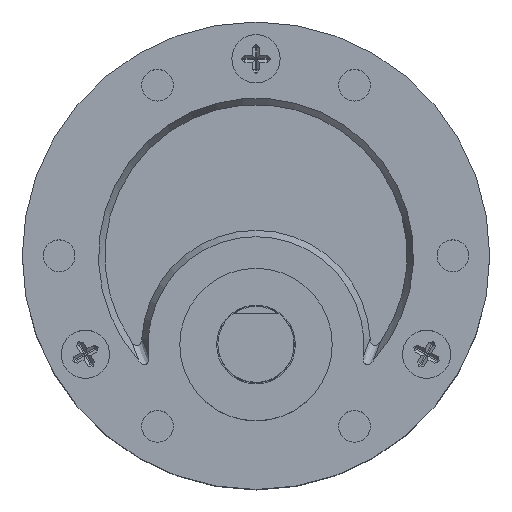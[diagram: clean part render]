
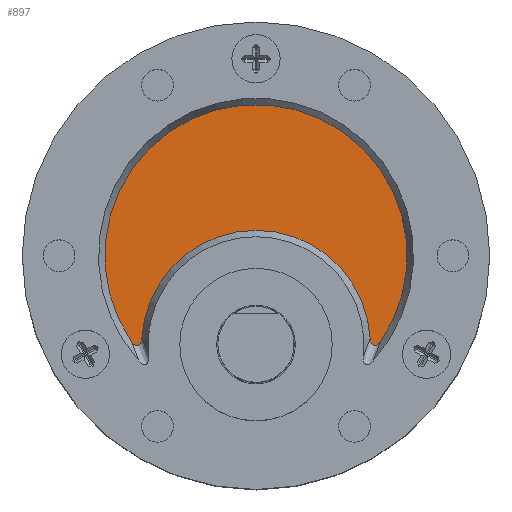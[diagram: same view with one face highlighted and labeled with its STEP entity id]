
A CAD part, top view. The second image highlights one B-rep face of the part: STEP entity #897.
In plain terms, the highlighted planar face has unit normal (0, 0, 1).
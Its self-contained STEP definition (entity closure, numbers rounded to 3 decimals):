
#644 = DIRECTION ( 'NONE',  ( 1., 0., 0. ) ) ;
#849 = B_SPLINE_CURVE_WITH_KNOTS ( 'NONE', 3,
 ( #5862, #26939, #29218, #15540, #19955, #12877, #29119, #12971, #1753, #17451, #4041, #17358, #28926, #19754 ),
 .UNSPECIFIED., .F., .F.,
 ( 4, 2, 2, 2, 2, 2, 4 ),
 ( 0., 0., 0., 0.001, 0.001, 0.001, 0.001 ),
 .UNSPECIFIED. ) ;
#897 = ADVANCED_FACE ( 'NONE', ( #14157 ), #7693, .T. ) ;
#1251 = EDGE_CURVE ( 'NONE', #12986, #23752, #8431, .T. ) ;
#1454 = CARTESIAN_POINT ( 'NONE',  ( 28.912, -6.518, 18.925 ) ) ;
#1559 = EDGE_CURVE ( 'NONE', #7515, #4002, #8057, .T. ) ;
#1753 = CARTESIAN_POINT ( 'NONE',  ( 10.747, -7.005, 18.925 ) ) ;
#3839 = CARTESIAN_POINT ( 'NONE',  ( 29.101, -7.004, 18.925 ) ) ;
#4002 = VERTEX_POINT ( 'NONE', #10346 ) ;
#4038 = CARTESIAN_POINT ( 'NONE',  ( 28.935, -6.73, 18.925 ) ) ;
#4041 = CARTESIAN_POINT ( 'NONE',  ( 10.85, -6.881, 18.925 ) ) ;
#4178 = ORIENTED_EDGE ( 'NONE', *, *, #1559, .T. ) ;
#5862 = CARTESIAN_POINT ( 'NONE',  ( 10.123, -6.748, 18.925 ) ) ;
#6159 = CARTESIAN_POINT ( 'NONE',  ( 29.666, -6.836, 18.925 ) ) ;
#6253 = CARTESIAN_POINT ( 'NONE',  ( 29.411, -7.033, 18.925 ) ) ;
#6345 = CARTESIAN_POINT ( 'NONE',  ( 29.251, -7.063, 18.925 ) ) ;
#6450 = CARTESIAN_POINT ( 'NONE',  ( 28.999, -6.878, 18.925 ) ) ;
#6711 = EDGE_LOOP ( 'NONE', ( #15240, #8153, #4178, #14989 ) ) ;
#7515 = VERTEX_POINT ( 'NONE', #22212 ) ;
#7693 = PLANE ( 'NONE',  #23806 ) ;
#8031 = AXIS2_PLACEMENT_3D ( 'NONE', #16536, #26322, #16912 ) ;
#8057 = CIRCLE ( 'NONE', #8031, 11.9 ) ;
#8153 = ORIENTED_EDGE ( 'NONE', *, *, #28435, .T. ) ;
#8431 = CIRCLE ( 'NONE', #10133, 9. ) ;
#8582 = CARTESIAN_POINT ( 'NONE',  ( 29.593, -6.918, 18.925 ) ) ;
#9502 = EDGE_CURVE ( 'NONE', #4002, #12986, #849, .T. ) ;
#10133 = AXIS2_PLACEMENT_3D ( 'NONE', #25415, #20732, #18699 ) ;
#10346 = CARTESIAN_POINT ( 'NONE',  ( 10.123, -6.748, 18.925 ) ) ;
#12166 = CARTESIAN_POINT ( 'NONE',  ( 19.925, 0., 18.925 ) ) ;
#12680 = B_SPLINE_CURVE_WITH_KNOTS ( 'NONE', 3,
 ( #1454, #12967, #4038, #6450, #13160, #3839, #26740, #6345, #13062, #6253, #22462, #8582, #6159, #29215 ),
 .UNSPECIFIED., .F., .F.,
 ( 4, 2, 2, 2, 2, 2, 4 ),
 ( 0., 0., 0., 0.001, 0.001, 0.001, 0.001 ),
 .UNSPECIFIED. ) ;
#12877 = CARTESIAN_POINT ( 'NONE',  ( 10.54, -7.06, 18.925 ) ) ;
#12967 = CARTESIAN_POINT ( 'NONE',  ( 28.918, -6.625, 18.925 ) ) ;
#12971 = CARTESIAN_POINT ( 'NONE',  ( 10.7, -7.036, 18.925 ) ) ;
#12986 = VERTEX_POINT ( 'NONE', #22154 ) ;
#13062 = CARTESIAN_POINT ( 'NONE',  ( 29.307, -7.061, 18.925 ) ) ;
#13160 = CARTESIAN_POINT ( 'NONE',  ( 29.027, -6.925, 18.925 ) ) ;
#14157 = FACE_OUTER_BOUND ( 'NONE', #6711, .T. ) ;
#14350 = DIRECTION ( 'NONE',  ( 0., 0., 1. ) ) ;
#14989 = ORIENTED_EDGE ( 'NONE', *, *, #9502, .T. ) ;
#15240 = ORIENTED_EDGE ( 'NONE', *, *, #1251, .T. ) ;
#15540 = CARTESIAN_POINT ( 'NONE',  ( 10.388, -7.007, 18.925 ) ) ;
#16536 = CARTESIAN_POINT ( 'NONE',  ( 19.925, 0., 18.925 ) ) ;
#16912 = DIRECTION ( 'NONE',  ( 1., 0., 0. ) ) ;
#17358 = CARTESIAN_POINT ( 'NONE',  ( 10.914, -6.734, 18.925 ) ) ;
#17451 = CARTESIAN_POINT ( 'NONE',  ( 10.821, -6.928, 18.925 ) ) ;
#18699 = DIRECTION ( 'NONE',  ( 1., 0., 0. ) ) ;
#19754 = CARTESIAN_POINT ( 'NONE',  ( 10.938, -6.518, 18.925 ) ) ;
#19955 = CARTESIAN_POINT ( 'NONE',  ( 10.437, -7.032, 18.925 ) ) ;
#20732 = DIRECTION ( 'NONE',  ( 0., 0., -1. ) ) ;
#22154 = CARTESIAN_POINT ( 'NONE',  ( 10.938, -6.518, 18.925 ) ) ;
#22212 = CARTESIAN_POINT ( 'NONE',  ( 29.727, -6.748, 18.925 ) ) ;
#22462 = CARTESIAN_POINT ( 'NONE',  ( 29.46, -7.008, 18.925 ) ) ;
#23752 = VERTEX_POINT ( 'NONE', #29262 ) ;
#23806 = AXIS2_PLACEMENT_3D ( 'NONE', #12166, #14350, #644 ) ;
#25415 = CARTESIAN_POINT ( 'NONE',  ( 19.925, -7., 18.925 ) ) ;
#26322 = DIRECTION ( 'NONE',  ( 0., 0., 1. ) ) ;
#26740 = CARTESIAN_POINT ( 'NONE',  ( 29.147, -7.034, 18.925 ) ) ;
#26939 = CARTESIAN_POINT ( 'NONE',  ( 10.184, -6.836, 18.925 ) ) ;
#28435 = EDGE_CURVE ( 'NONE', #23752, #7515, #12680, .T. ) ;
#28926 = CARTESIAN_POINT ( 'NONE',  ( 10.932, -6.626, 18.925 ) ) ;
#29119 = CARTESIAN_POINT ( 'NONE',  ( 10.596, -7.063, 18.925 ) ) ;
#29215 = CARTESIAN_POINT ( 'NONE',  ( 29.727, -6.748, 18.925 ) ) ;
#29218 = CARTESIAN_POINT ( 'NONE',  ( 10.254, -6.915, 18.925 ) ) ;
#29262 = CARTESIAN_POINT ( 'NONE',  ( 28.912, -6.518, 18.925 ) ) ;
